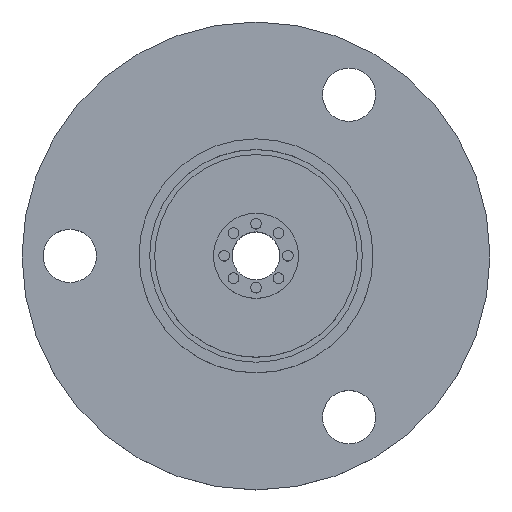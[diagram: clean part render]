
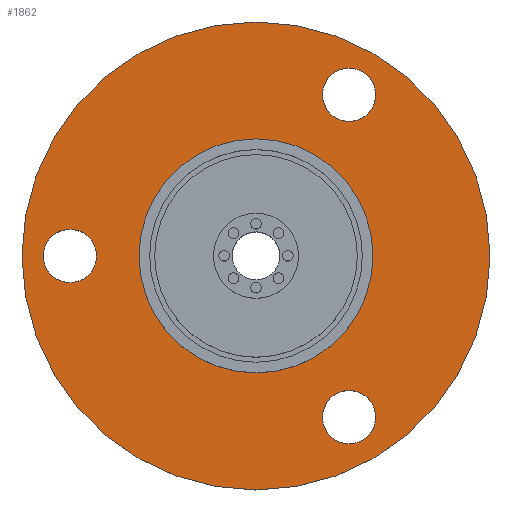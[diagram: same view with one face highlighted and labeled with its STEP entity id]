
A CAD part, top view. The second image highlights one B-rep face of the part: STEP entity #1862.
In plain terms, the highlighted planar face has unit normal (0, 0, 1).
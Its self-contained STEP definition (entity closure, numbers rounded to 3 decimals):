
#39 = VERTEX_POINT ( 'NONE', #267 ) ;
#40 = DIRECTION ( 'NONE',  ( 0., 0., -1. ) ) ;
#48 = FACE_BOUND ( 'NONE', #3006, .T. ) ;
#63 = DIRECTION ( 'NONE',  ( 0., 0., 1. ) ) ;
#71 = DIRECTION ( 'NONE',  ( 1., 0., 0. ) ) ;
#90 = CIRCLE ( 'NONE', #2169, 2.5 ) ;
#128 = CIRCLE ( 'NONE', #537, 11. ) ;
#153 = DIRECTION ( 'NONE',  ( 0., 0., 1. ) ) ;
#162 = ORIENTED_EDGE ( 'NONE', *, *, #575, .T. ) ;
#173 = CARTESIAN_POINT ( 'NONE',  ( 11.25, -15.155, -0.2 ) ) ;
#208 = EDGE_CURVE ( 'NONE', #392, #39, #128, .T. ) ;
#228 = ORIENTED_EDGE ( 'NONE', *, *, #1474, .F. ) ;
#256 = EDGE_CURVE ( 'NONE', #1224, #2363, #2003, .T. ) ;
#267 = CARTESIAN_POINT ( 'NONE',  ( -11., 0., -0.2 ) ) ;
#277 = AXIS2_PLACEMENT_3D ( 'NONE', #2512, #1972, #685 ) ;
#285 = VERTEX_POINT ( 'NONE', #3138 ) ;
#289 = CARTESIAN_POINT ( 'NONE',  ( 0., 0., -0.2 ) ) ;
#302 = DIRECTION ( 'NONE',  ( 0., 0., 1. ) ) ;
#313 = EDGE_LOOP ( 'NONE', ( #2039, #228 ) ) ;
#322 = CARTESIAN_POINT ( 'NONE',  ( 0., 0., -0.2 ) ) ;
#339 = ORIENTED_EDGE ( 'NONE', *, *, #3243, .F. ) ;
#392 = VERTEX_POINT ( 'NONE', #3011 ) ;
#537 = AXIS2_PLACEMENT_3D ( 'NONE', #1581, #2889, #778 ) ;
#538 = DIRECTION ( 'NONE',  ( 0., 0., 1. ) ) ;
#559 = AXIS2_PLACEMENT_3D ( 'NONE', #289, #40, #2306 ) ;
#575 = EDGE_CURVE ( 'NONE', #2990, #1392, #1610, .T. ) ;
#659 = FACE_OUTER_BOUND ( 'NONE', #1430, .T. ) ;
#685 = DIRECTION ( 'NONE',  ( 1., 0., 0. ) ) ;
#739 = ORIENTED_EDGE ( 'NONE', *, *, #208, .T. ) ;
#767 = CARTESIAN_POINT ( 'NONE',  ( 0., 0., -0.2 ) ) ;
#778 = DIRECTION ( 'NONE',  ( 1., 0., 0. ) ) ;
#835 = CARTESIAN_POINT ( 'NONE',  ( 6.25, 15.155, -0.2 ) ) ;
#934 = CARTESIAN_POINT ( 'NONE',  ( -22., 0., -0.2 ) ) ;
#944 = FACE_BOUND ( 'NONE', #313, .T. ) ;
#956 = AXIS2_PLACEMENT_3D ( 'NONE', #1045, #1553, #1846 ) ;
#1045 = CARTESIAN_POINT ( 'NONE',  ( 8.75, 15.155, -0.2 ) ) ;
#1048 = DIRECTION ( 'NONE',  ( 1., 0., 0. ) ) ;
#1062 = CIRCLE ( 'NONE', #3069, 2.5 ) ;
#1100 = CARTESIAN_POINT ( 'NONE',  ( 8.75, -15.155, -0.2 ) ) ;
#1133 = CARTESIAN_POINT ( 'NONE',  ( 11.25, 15.155, -0.2 ) ) ;
#1224 = VERTEX_POINT ( 'NONE', #173 ) ;
#1246 = CARTESIAN_POINT ( 'NONE',  ( -15., 0., -0.2 ) ) ;
#1311 = PLANE ( 'NONE',  #2690 ) ;
#1348 = DIRECTION ( 'NONE',  ( 0., 0., 1. ) ) ;
#1386 = FACE_BOUND ( 'NONE', #2287, .T. ) ;
#1392 = VERTEX_POINT ( 'NONE', #934 ) ;
#1424 = AXIS2_PLACEMENT_3D ( 'NONE', #767, #538, #2574 ) ;
#1430 = EDGE_LOOP ( 'NONE', ( #2567, #162 ) ) ;
#1474 = EDGE_CURVE ( 'NONE', #285, #3090, #90, .T. ) ;
#1553 = DIRECTION ( 'NONE',  ( 0., 0., 1. ) ) ;
#1581 = CARTESIAN_POINT ( 'NONE',  ( 0., 0., -0.2 ) ) ;
#1610 = CIRCLE ( 'NONE', #3059, 22. ) ;
#1627 = ORIENTED_EDGE ( 'NONE', *, *, #2573, .T. ) ;
#1671 = CIRCLE ( 'NONE', #1424, 22. ) ;
#1796 = ORIENTED_EDGE ( 'NONE', *, *, #2160, .F. ) ;
#1846 = DIRECTION ( 'NONE',  ( 1., 0., 0. ) ) ;
#1854 = DIRECTION ( 'NONE',  ( 1., 0., 0. ) ) ;
#1862 = ADVANCED_FACE ( 'NONE', ( #1386, #3165, #944, #48, #659 ), #1311, .T. ) ;
#1888 = AXIS2_PLACEMENT_3D ( 'NONE', #1100, #1348, #71 ) ;
#1900 = DIRECTION ( 'NONE',  ( 1., 0., 0. ) ) ;
#1923 = DIRECTION ( 'NONE',  ( 1., 0., 0. ) ) ;
#1943 = DIRECTION ( 'NONE',  ( 1., 0., 0. ) ) ;
#1945 = EDGE_LOOP ( 'NONE', ( #2575, #2001 ) ) ;
#1957 = CARTESIAN_POINT ( 'NONE',  ( 22., 0., -0.2 ) ) ;
#1972 = DIRECTION ( 'NONE',  ( 0., 0., 1. ) ) ;
#2001 = ORIENTED_EDGE ( 'NONE', *, *, #2716, .F. ) ;
#2003 = CIRCLE ( 'NONE', #3030, 2.5 ) ;
#2039 = ORIENTED_EDGE ( 'NONE', *, *, #2976, .F. ) ;
#2064 = CIRCLE ( 'NONE', #277, 2.5 ) ;
#2073 = VERTEX_POINT ( 'NONE', #1133 ) ;
#2096 = VERTEX_POINT ( 'NONE', #835 ) ;
#2160 = EDGE_CURVE ( 'NONE', #2096, #2073, #1062, .T. ) ;
#2169 = AXIS2_PLACEMENT_3D ( 'NONE', #3232, #153, #1923 ) ;
#2172 = CARTESIAN_POINT ( 'NONE',  ( 0., 0., -0.2 ) ) ;
#2287 = EDGE_LOOP ( 'NONE', ( #339, #1796 ) ) ;
#2306 = DIRECTION ( 'NONE',  ( 1., 0., 0. ) ) ;
#2347 = CIRCLE ( 'NONE', #1888, 2.5 ) ;
#2363 = VERTEX_POINT ( 'NONE', #2453 ) ;
#2453 = CARTESIAN_POINT ( 'NONE',  ( 6.25, -15.155, -0.2 ) ) ;
#2512 = CARTESIAN_POINT ( 'NONE',  ( -17.5, 0., -0.2 ) ) ;
#2567 = ORIENTED_EDGE ( 'NONE', *, *, #2616, .T. ) ;
#2573 = EDGE_CURVE ( 'NONE', #39, #392, #3046, .T. ) ;
#2574 = DIRECTION ( 'NONE',  ( 1., 0., 0. ) ) ;
#2575 = ORIENTED_EDGE ( 'NONE', *, *, #256, .F. ) ;
#2616 = EDGE_CURVE ( 'NONE', #1392, #2990, #1671, .T. ) ;
#2690 = AXIS2_PLACEMENT_3D ( 'NONE', #322, #302, #1854 ) ;
#2716 = EDGE_CURVE ( 'NONE', #2363, #1224, #2347, .T. ) ;
#2740 = CARTESIAN_POINT ( 'NONE',  ( 8.75, 15.155, -0.2 ) ) ;
#2875 = CARTESIAN_POINT ( 'NONE',  ( 8.75, -15.155, -0.2 ) ) ;
#2889 = DIRECTION ( 'NONE',  ( 0., 0., -1. ) ) ;
#2969 = DIRECTION ( 'NONE',  ( 0., 0., 1. ) ) ;
#2976 = EDGE_CURVE ( 'NONE', #3090, #285, #2064, .T. ) ;
#2990 = VERTEX_POINT ( 'NONE', #1957 ) ;
#3006 = EDGE_LOOP ( 'NONE', ( #739, #1627 ) ) ;
#3011 = CARTESIAN_POINT ( 'NONE',  ( 11., 0., -0.2 ) ) ;
#3030 = AXIS2_PLACEMENT_3D ( 'NONE', #2875, #63, #1048 ) ;
#3046 = CIRCLE ( 'NONE', #559, 11. ) ;
#3059 = AXIS2_PLACEMENT_3D ( 'NONE', #2172, #3241, #1900 ) ;
#3069 = AXIS2_PLACEMENT_3D ( 'NONE', #2740, #2969, #1943 ) ;
#3073 = CIRCLE ( 'NONE', #956, 2.5 ) ;
#3090 = VERTEX_POINT ( 'NONE', #1246 ) ;
#3138 = CARTESIAN_POINT ( 'NONE',  ( -20., 0., -0.2 ) ) ;
#3165 = FACE_BOUND ( 'NONE', #1945, .T. ) ;
#3232 = CARTESIAN_POINT ( 'NONE',  ( -17.5, 0., -0.2 ) ) ;
#3241 = DIRECTION ( 'NONE',  ( 0., 0., 1. ) ) ;
#3243 = EDGE_CURVE ( 'NONE', #2073, #2096, #3073, .T. ) ;
